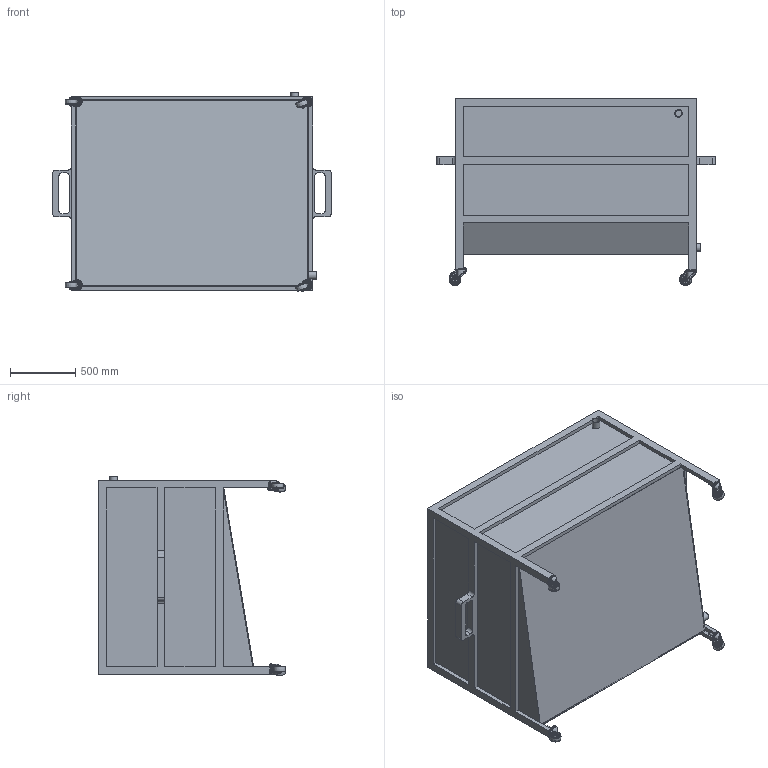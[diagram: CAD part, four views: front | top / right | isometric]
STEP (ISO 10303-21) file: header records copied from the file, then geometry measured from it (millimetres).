
FILE_DESCRIPTION(('FreeCAD Model'),'2;1');
FILE_NAME('Open CASCADE Shape Model','2025-05-09T20:30:31',('FreeCAD'),( 'FreeCAD'),'Open CASCADE STEP processor 7.6','FreeCAD','Unknown');
FILE_SCHEMA(('AUTOMOTIVE_DESIGN { 1 0 10303 214 1 1 1 1 }'));
Products named in the file (1): Open CASCADE STEP translator 7.6 1
Bounding box: 2137.94 x 1433.14 x 1532 mm (x, y, z)
Volume: 108143819.1 mm3; surface area: 21374513.9 mm2
Topology: 13 solids, 13 shells, 2892 faces, 7659 edges, 5050 vertices
Faces by surface type: bspline 2892
Entity records: 150778 total; most frequent: CARTESIAN_POINT 104129, ORIENTED_EDGE 15310, EDGE_CURVE 7655, B_SPLINE_CURVE_WITH_KNOTS 6871, VERTEX_POINT 5050, FACE_BOUND 3169, EDGE_LOOP 3169, ADVANCED_FACE 2892
